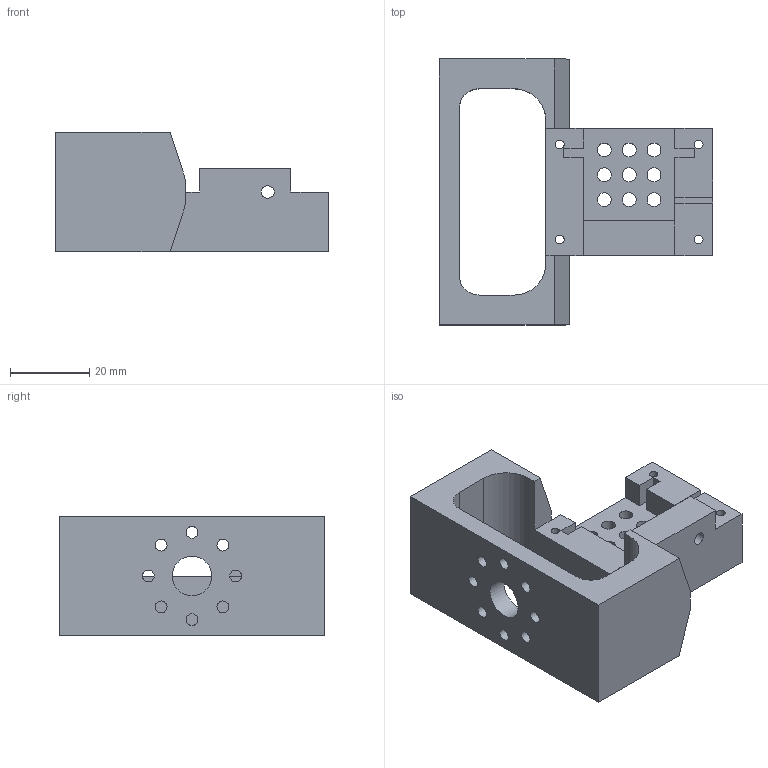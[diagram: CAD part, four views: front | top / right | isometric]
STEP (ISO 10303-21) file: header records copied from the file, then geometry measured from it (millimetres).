
FILE_DESCRIPTION(/* description */ (''),/* implementation_level */ '2;1');
FILE_NAME(/* name */ 'Module_Body.stp',/* time_stamp */ '2018-07-19T11:14:13+02:00',/* author */ ('lucas.dahl'),/* organization */ (''),/* preprocessor_version */ 'ST-DEVELOPER v16.13',/* originating_system */ 'Autodesk Inventor 2018',/* authorisation */ '');
FILE_SCHEMA (('AUTOMOTIVE_DESIGN { 1 0 10303 214 3 1 1 }'));
Length unit declared in the file: millimetre
Products named in the file (1): Module_Body
Bounding box: 68.8 x 67 x 30 mm (x, y, z)
Volume: 41403.6 mm3; surface area: 16951.4 mm2
Topology: 1 solids, 1 shells, 78 faces, 216 edges, 144 vertices
Faces by surface type: plane 46, cylinder 32
Full cylindrical faces by diameter (mm): 2.2 x4, 3 x8, 3.2 x5, 3.5 x9, 8 x1, 10 x1
Entity records: 2463 total; most frequent: DIRECTION 406, CARTESIAN_POINT 403, ORIENTED_EDGE 368, EDGE_CURVE 184, EDGE_LOOP 158, AXIS2_PLACEMENT_3D 143, VERTEX_POINT 140, LINE 120
